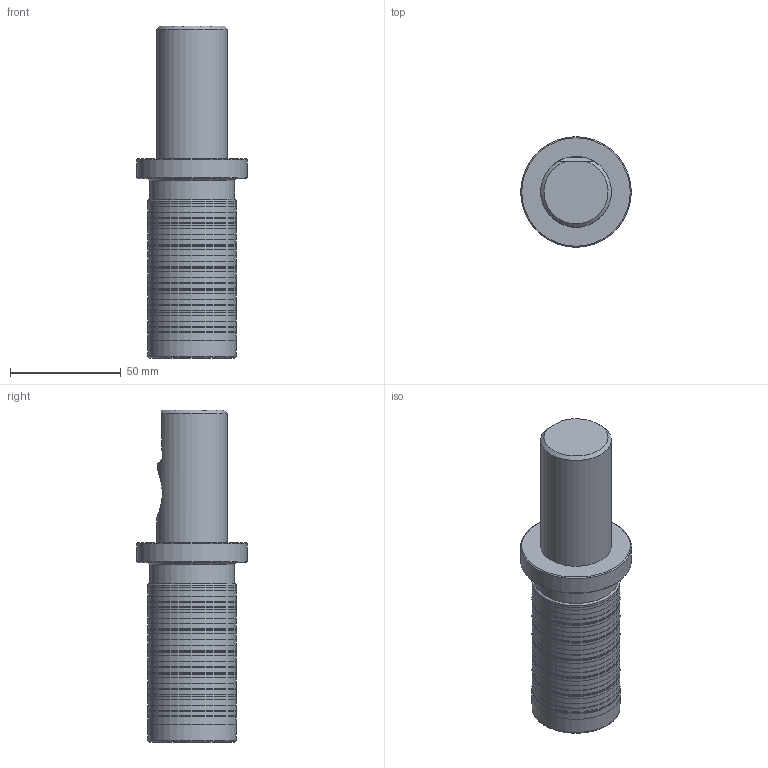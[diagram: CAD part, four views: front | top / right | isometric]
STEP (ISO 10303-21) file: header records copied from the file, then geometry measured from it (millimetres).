
FILE_DESCRIPTION(/* description */ (''),/* implementation_level */ '2;1');
FILE_NAME(/* name */ 'R217.42-3240.3S-070-LNXO.3A_Basic.stp',/* time_stamp */ '2024-02-12T15:46:33+05:00',/* author */ (''),/* organization */ (''),/* preprocessor_version */ 'ST-DEVELOPER v16.7',/* originating_system */ 'SIEMENS PLM Software NX 12.0',/* authorisation */ '');
FILE_SCHEMA (('AUTOMOTIVE_DESIGN { 1 0 10303 214 3 1 1 1 }'));
Length unit declared in the file: millimetre
Products named in the file (5): CUT2; CUT1; NOCUT; ASSEMBLY_CONSTRUCTION; R217.42-3240.3S-070-LNXO.3A_Basic
Assembly tree (9 placements, depth 2):
  R217.42-3240.3S-070-LNXO.3A_Basic
    ASSEMBLY_CONSTRUCTION
    NOCUT
    CUT1
    CUT2  x6
Bounding box: 50 x 50 x 150 mm (x, y, z)
Volume: 220965.3 mm3; surface area: 47661.9 mm2
Topology: 8 solids, 8 shells, 305 faces, 644 edges, 383 vertices
Faces by surface type: revolution 268, cone 20, plane 10, cylinder 3, torus 3, bspline 1
Full cylindrical faces by diameter (mm): 31.992 x1, 38.437 x1, 50 x1
Entity records: 9041 total; most frequent: CARTESIAN_POINT 3262, DIRECTION 1032, ORIENTED_EDGE 630, EDGE_LOOP 602, FACE_BOUND 594, AXIS2_PLACEMENT_3D 378, EDGE_CURVE 315, VERTEX_POINT 309
